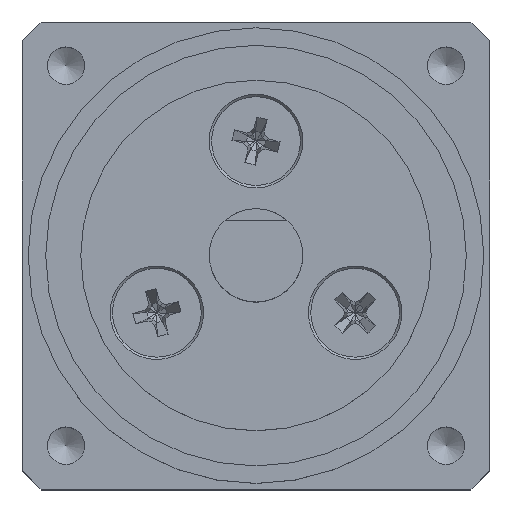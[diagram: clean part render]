
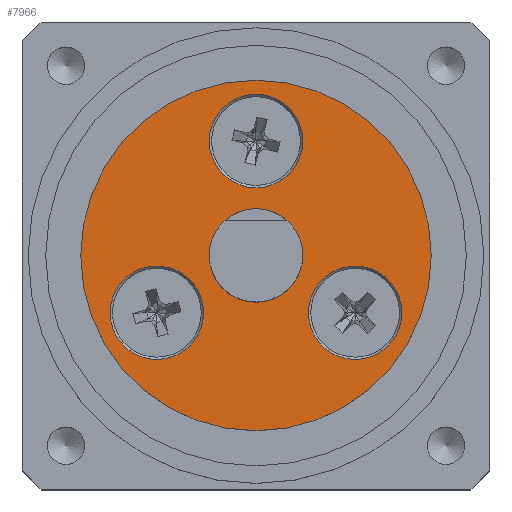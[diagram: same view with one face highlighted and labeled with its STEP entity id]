
A CAD part, top view. The second image highlights one B-rep face of the part: STEP entity #7966.
In plain terms, the highlighted planar face has unit normal (0, 0, 1).
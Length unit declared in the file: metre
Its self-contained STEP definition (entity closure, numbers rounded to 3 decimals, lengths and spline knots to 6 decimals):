
#1755=ORIENTED_EDGE('',*,*,#3756,.T.);
#1756=ORIENTED_EDGE('',*,*,#3757,.F.);
#1757=ORIENTED_EDGE('',*,*,#3758,.F.);
#1758=ORIENTED_EDGE('',*,*,#3759,.F.);
#1759=ORIENTED_EDGE('',*,*,#3760,.F.);
#3756=EDGE_CURVE('',#4777,#4777,#5511,.T.);
#3757=EDGE_CURVE('',#4778,#4778,#5512,.T.);
#3758=EDGE_CURVE('',#4779,#4779,#5513,.T.);
#3759=EDGE_CURVE('',#4780,#4780,#5514,.T.);
#3760=EDGE_CURVE('',#4781,#4781,#5515,.T.);
#4777=VERTEX_POINT('',#13106);
#4778=VERTEX_POINT('',#13108);
#4779=VERTEX_POINT('',#13110);
#4780=VERTEX_POINT('',#13112);
#4781=VERTEX_POINT('',#13114);
#5511=CIRCLE('',#9155,0.0075);
#5512=CIRCLE('',#9156,0.002);
#5513=CIRCLE('',#9157,0.002);
#5514=CIRCLE('',#9158,0.002);
#5515=CIRCLE('',#9159,0.002);
#6071=EDGE_LOOP('',(#1755));
#6072=EDGE_LOOP('',(#1756));
#6073=EDGE_LOOP('',(#1757));
#6074=EDGE_LOOP('',(#1758));
#6075=EDGE_LOOP('',(#1759));
#6929=FACE_BOUND('',#6071,.T.);
#6930=FACE_BOUND('',#6072,.T.);
#6931=FACE_BOUND('',#6073,.T.);
#6932=FACE_BOUND('',#6074,.T.);
#6933=FACE_BOUND('',#6075,.T.);
#7734=PLANE('',#9154);
#7966=ADVANCED_FACE('',(#6929,#6930,#6931,#6932,#6933),#7734,.T.);
#9154=AXIS2_PLACEMENT_3D('',#13104,#10572,#10573);
#9155=AXIS2_PLACEMENT_3D('',#13105,#10574,#10575);
#9156=AXIS2_PLACEMENT_3D('',#13107,#10576,#10577);
#9157=AXIS2_PLACEMENT_3D('',#13109,#10578,#10579);
#9158=AXIS2_PLACEMENT_3D('',#13111,#10580,#10581);
#9159=AXIS2_PLACEMENT_3D('',#13113,#10582,#10583);
#10572=DIRECTION('',(0.,0.,1.));
#10573=DIRECTION('',(1.,0.,0.));
#10574=DIRECTION('',(0.,0.,1.));
#10575=DIRECTION('',(1.,0.,0.));
#10576=DIRECTION('',(0.,0.,1.));
#10577=DIRECTION('',(1.,0.,0.));
#10578=DIRECTION('',(0.,0.,1.));
#10579=DIRECTION('',(1.,0.,0.));
#10580=DIRECTION('',(0.,0.,1.));
#10581=DIRECTION('',(1.,0.,0.));
#10582=DIRECTION('',(0.,0.,1.));
#10583=DIRECTION('',(1.,0.,0.));
#13104=CARTESIAN_POINT('',(0.,0.,0.0015));
#13105=CARTESIAN_POINT('',(0.,0.,0.0015));
#13106=CARTESIAN_POINT('',(0.0075,0.,0.0015));
#13107=CARTESIAN_POINT('',(0.,0.,0.0015));
#13108=CARTESIAN_POINT('',(0.002,0.,0.0015));
#13109=CARTESIAN_POINT('',(0.,0.0049,0.0015));
#13110=CARTESIAN_POINT('',(0.002,0.0049,0.0015));
#13111=CARTESIAN_POINT('',(0.004244,-0.00245,0.0015));
#13112=CARTESIAN_POINT('',(0.006244,-0.00245,0.0015));
#13113=CARTESIAN_POINT('',(-0.004244,-0.00245,0.0015));
#13114=CARTESIAN_POINT('',(-0.002244,-0.00245,0.0015));
